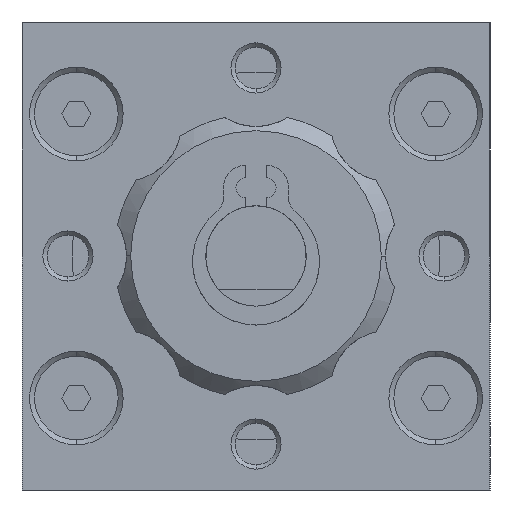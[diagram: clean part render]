
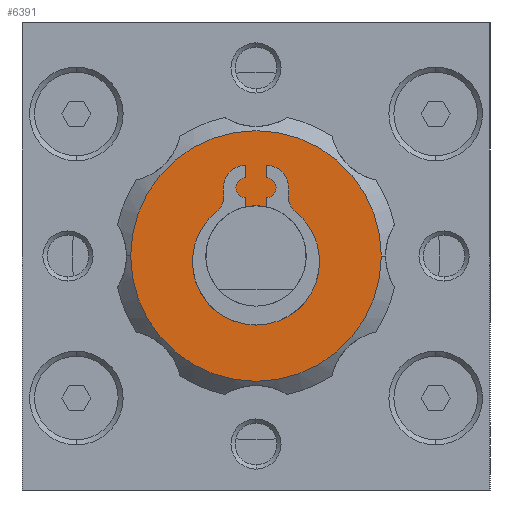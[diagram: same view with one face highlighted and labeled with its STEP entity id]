
A CAD part, left-side view. The second image highlights one B-rep face of the part: STEP entity #6391.
In plain terms, the highlighted planar face has unit normal (-1, 0, 0).
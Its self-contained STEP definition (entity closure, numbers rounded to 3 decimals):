
#5=CARTESIAN_POINT('',(-14.6,0.,0.));
#6=DIRECTION('',(1.,0.,0.));
#7=DIRECTION('',(0.,-1.,0.));
#8=AXIS2_PLACEMENT_3D('',#5,#6,#7);
#10=CARTESIAN_POINT('',(-14.6,0.,0.));
#11=DIRECTION('',(1.,0.,0.));
#12=DIRECTION('',(0.,1.,0.));
#13=AXIS2_PLACEMENT_3D('',#10,#11,#12);
#15=CARTESIAN_POINT('',(-14.6,0.,0.));
#16=DIRECTION('',(-1.,0.,0.));
#17=DIRECTION('',(0.,0.,1.));
#18=AXIS2_PLACEMENT_3D('',#15,#16,#17);
#20=CARTESIAN_POINT('',(-14.6,0.,0.));
#21=DIRECTION('',(-1.,0.,0.));
#22=DIRECTION('',(0.,0.,-1.));
#23=AXIS2_PLACEMENT_3D('',#20,#21,#22);
#25=CARTESIAN_POINT('',(-14.6,0.,-0.33));
#26=DIRECTION('',(-1.,0.,0.));
#27=DIRECTION('',(0.,0.634,0.773));
#28=AXIS2_PLACEMENT_3D('',#25,#26,#27);
#30=CARTESIAN_POINT('',(-14.6,0.,-0.33));
#31=DIRECTION('',(-1.,0.,0.));
#32=DIRECTION('',(0.,1.,0.));
#33=AXIS2_PLACEMENT_3D('',#30,#31,#32);
#35=CARTESIAN_POINT('',(-14.6,0.,-0.33));
#36=DIRECTION('',(-1.,0.,0.));
#37=DIRECTION('',(0.,-0.634,-0.773));
#38=AXIS2_PLACEMENT_3D('',#35,#36,#37);
#40=CARTESIAN_POINT('',(-14.6,0.,-0.33));
#41=DIRECTION('',(-1.,0.,0.));
#42=DIRECTION('',(0.,-1.,0.));
#43=AXIS2_PLACEMENT_3D('',#40,#41,#42);
#45=CARTESIAN_POINT('',(-14.6,-3.265,3.653));
#46=DIRECTION('',(1.,0.,0.));
#47=DIRECTION('',(0.,0.634,-0.773));
#48=AXIS2_PLACEMENT_3D('',#45,#46,#47);
#50=CARTESIAN_POINT('',(-14.6,-3.265,3.653));
#51=DIRECTION('',(1.,0.,0.));
#52=DIRECTION('',(0.,1.,0.));
#53=AXIS2_PLACEMENT_3D('',#50,#51,#52);
#55=CARTESIAN_POINT('',(-14.6,-0.6,4.085));
#56=DIRECTION('',(-1.,0.,0.));
#57=DIRECTION('',(0.,-0.987,-0.16));
#58=AXIS2_PLACEMENT_3D('',#55,#56,#57);
#60=CARTESIAN_POINT('',(-14.6,-0.6,4.085));
#61=DIRECTION('',(-1.,0.,0.));
#62=DIRECTION('',(0.,-1.,0.));
#63=AXIS2_PLACEMENT_3D('',#60,#61,#62);
#65=DIRECTION('',(0.,0.,-1.));
#66=VECTOR('',#65,0.75);
#67=CARTESIAN_POINT('',(-14.6,-0.6,5.435));
#68=LINE('',#67,#66);
#69=CARTESIAN_POINT('',(-14.6,-0.6,4.085));
#70=DIRECTION('',(1.,0.,0.));
#71=DIRECTION('',(0.,0.,1.));
#72=AXIS2_PLACEMENT_3D('',#69,#70,#71);
#74=CARTESIAN_POINT('',(-14.6,-0.6,4.085));
#75=DIRECTION('',(1.,0.,0.));
#76=DIRECTION('',(0.,-1.,0.));
#77=AXIS2_PLACEMENT_3D('',#74,#75,#76);
#79=CARTESIAN_POINT('',(-14.6,0.,0.));
#80=DIRECTION('',(1.,0.,0.));
#81=DIRECTION('',(0.,-0.214,0.977));
#82=AXIS2_PLACEMENT_3D('',#79,#80,#81);
#84=CARTESIAN_POINT('',(-14.6,0.,0.));
#85=DIRECTION('',(1.,0.,0.));
#86=DIRECTION('',(0.,-1.,0.));
#87=AXIS2_PLACEMENT_3D('',#84,#85,#86);
#89=CARTESIAN_POINT('',(-14.6,0.,0.));
#90=DIRECTION('',(1.,0.,0.));
#91=DIRECTION('',(0.,1.,0.));
#92=AXIS2_PLACEMENT_3D('',#89,#90,#91);
#94=CARTESIAN_POINT('',(-14.6,0.6,4.085));
#95=DIRECTION('',(1.,0.,0.));
#96=DIRECTION('',(0.,0.,-1.));
#97=AXIS2_PLACEMENT_3D('',#94,#95,#96);
#99=CARTESIAN_POINT('',(-14.6,0.6,4.085));
#100=DIRECTION('',(1.,0.,0.));
#101=DIRECTION('',(0.,1.,0.));
#102=AXIS2_PLACEMENT_3D('',#99,#100,#101);
#104=DIRECTION('',(0.,0.,1.));
#105=VECTOR('',#104,0.75);
#106=CARTESIAN_POINT('',(-14.6,0.6,4.685));
#107=LINE('',#106,#105);
#108=CARTESIAN_POINT('',(-14.6,0.6,4.085));
#109=DIRECTION('',(-1.,0.,0.));
#110=DIRECTION('',(0.,0.,1.));
#111=AXIS2_PLACEMENT_3D('',#108,#109,#110);
#113=CARTESIAN_POINT('',(-14.6,0.6,4.085));
#114=DIRECTION('',(-1.,0.,0.));
#115=DIRECTION('',(0.,1.,0.));
#116=AXIS2_PLACEMENT_3D('',#113,#114,#115);
#118=CARTESIAN_POINT('',(-14.6,3.265,3.653));
#119=DIRECTION('',(1.,0.,0.));
#120=DIRECTION('',(0.,-0.987,0.16));
#121=AXIS2_PLACEMENT_3D('',#118,#119,#120);
#123=CARTESIAN_POINT('',(-14.6,3.265,3.653));
#124=DIRECTION('',(1.,0.,0.));
#125=DIRECTION('',(0.,-1.,0.));
#126=AXIS2_PLACEMENT_3D('',#123,#124,#125);
#4706=DIRECTION('',(0.,0.,1.));
#4707=VECTOR('',#4706,0.75);
#4708=CARTESIAN_POINT('',(-14.6,-0.6,2.735));
#4709=LINE('',#4708,#4707);
#4750=DIRECTION('',(0.,0.,-1.));
#4751=VECTOR('',#4750,0.75);
#4752=CARTESIAN_POINT('',(-14.6,0.6,3.485));
#4753=LINE('',#4752,#4751);
#4908=CARTESIAN_POINT('',(-14.6,0.,2.575));
#4909=CARTESIAN_POINT('',(-14.6,0.,-2.575));
#4910=VERTEX_POINT('',#4908);
#4911=VERTEX_POINT('',#4909);
#4916=CARTESIAN_POINT('',(-14.6,-7.5,0.));
#4917=CARTESIAN_POINT('',(-14.6,7.5,0.));
#4918=VERTEX_POINT('',#4916);
#4919=VERTEX_POINT('',#4917);
#4920=CARTESIAN_POINT('',(-14.6,2.409,2.609));
#4921=CARTESIAN_POINT('',(-14.6,3.8,-0.33));
#4922=VERTEX_POINT('',#4920);
#4923=VERTEX_POINT('',#4921);
#4924=CARTESIAN_POINT('',(-14.6,-2.409,-3.269));
#4925=VERTEX_POINT('',#4924);
#4926=CARTESIAN_POINT('',(-14.6,-3.8,-0.33));
#4927=VERTEX_POINT('',#4926);
#4928=CARTESIAN_POINT('',(-14.6,-2.409,2.609));
#4929=VERTEX_POINT('',#4928);
#4930=CARTESIAN_POINT('',(-14.6,-1.915,3.653));
#4931=VERTEX_POINT('',#4930);
#4932=CARTESIAN_POINT('',(-14.6,-1.933,3.869));
#4933=VERTEX_POINT('',#4932);
#4934=CARTESIAN_POINT('',(-14.6,-1.95,4.085));
#4935=CARTESIAN_POINT('',(-14.6,-0.6,5.435));
#4936=VERTEX_POINT('',#4934);
#4937=VERTEX_POINT('',#4935);
#4938=CARTESIAN_POINT('',(-14.6,-0.6,4.685));
#4939=VERTEX_POINT('',#4938);
#4940=CARTESIAN_POINT('',(-14.6,-1.2,4.085));
#4941=VERTEX_POINT('',#4940);
#4942=CARTESIAN_POINT('',(-14.6,-0.6,3.485));
#4943=VERTEX_POINT('',#4942);
#4944=CARTESIAN_POINT('',(-14.6,-0.6,2.735));
#4945=VERTEX_POINT('',#4944);
#4946=CARTESIAN_POINT('',(-14.6,2.8,0.));
#4947=CARTESIAN_POINT('',(-14.6,0.6,2.735));
#4948=VERTEX_POINT('',#4946);
#4949=VERTEX_POINT('',#4947);
#4950=CARTESIAN_POINT('',(-14.6,-2.8,0.));
#4951=VERTEX_POINT('',#4950);
#4952=CARTESIAN_POINT('',(-14.6,0.6,3.485));
#4953=VERTEX_POINT('',#4952);
#4954=CARTESIAN_POINT('',(-14.6,1.2,4.085));
#4955=VERTEX_POINT('',#4954);
#4956=CARTESIAN_POINT('',(-14.6,0.6,4.685));
#4957=VERTEX_POINT('',#4956);
#4958=CARTESIAN_POINT('',(-14.6,0.6,5.435));
#4959=VERTEX_POINT('',#4958);
#4960=CARTESIAN_POINT('',(-14.6,1.95,4.085));
#4961=CARTESIAN_POINT('',(-14.6,1.933,3.869));
#4962=VERTEX_POINT('',#4960);
#4963=VERTEX_POINT('',#4961);
#4964=CARTESIAN_POINT('',(-14.6,1.915,3.653));
#4965=VERTEX_POINT('',#4964);
#6327=CARTESIAN_POINT('',(-14.6,6.35,0.));
#6328=DIRECTION('',(-1.,0.,0.));
#6329=DIRECTION('',(0.,-1.,0.));
#6330=AXIS2_PLACEMENT_3D('',#6327,#6328,#6329);
#6331=PLANE('',#6330);
#6333=ORIENTED_EDGE('',*,*,#6332,.T.);
#6335=ORIENTED_EDGE('',*,*,#6334,.T.);
#6336=EDGE_LOOP('',(#6333,#6335));
#6337=FACE_OUTER_BOUND('',#6336,.F.);
#6338=ORIENTED_EDGE('',*,*,#6316,.T.);
#6340=ORIENTED_EDGE('',*,*,#6339,.T.);
#6341=EDGE_LOOP('',(#6338,#6340));
#6342=FACE_BOUND('',#6341,.F.);
#6344=ORIENTED_EDGE('',*,*,#6343,.T.);
#6346=ORIENTED_EDGE('',*,*,#6345,.T.);
#6348=ORIENTED_EDGE('',*,*,#6347,.T.);
#6350=ORIENTED_EDGE('',*,*,#6349,.T.);
#6352=ORIENTED_EDGE('',*,*,#6351,.T.);
#6354=ORIENTED_EDGE('',*,*,#6353,.T.);
#6356=ORIENTED_EDGE('',*,*,#6355,.T.);
#6358=ORIENTED_EDGE('',*,*,#6357,.T.);
#6360=ORIENTED_EDGE('',*,*,#6359,.T.);
#6362=ORIENTED_EDGE('',*,*,#6361,.T.);
#6364=ORIENTED_EDGE('',*,*,#6363,.T.);
#6366=ORIENTED_EDGE('',*,*,#6365,.F.);
#6368=ORIENTED_EDGE('',*,*,#6367,.T.);
#6370=ORIENTED_EDGE('',*,*,#6369,.T.);
#6372=ORIENTED_EDGE('',*,*,#6371,.T.);
#6374=ORIENTED_EDGE('',*,*,#6373,.F.);
#6376=ORIENTED_EDGE('',*,*,#6375,.T.);
#6378=ORIENTED_EDGE('',*,*,#6377,.T.);
#6380=ORIENTED_EDGE('',*,*,#6379,.T.);
#6382=ORIENTED_EDGE('',*,*,#6381,.T.);
#6384=ORIENTED_EDGE('',*,*,#6383,.T.);
#6386=ORIENTED_EDGE('',*,*,#6385,.T.);
#6388=ORIENTED_EDGE('',*,*,#6387,.T.);
#6389=EDGE_LOOP('',(#6344,#6346,#6348,#6350,#6352,#6354,#6356,#6358,#6360,#6362,
#6364,#6366,#6368,#6370,#6372,#6374,#6376,#6378,#6380,#6382,#6384,#6386,#6388));
#6390=FACE_BOUND('',#6389,.F.);
#6391=ADVANCED_FACE('',(#6337,#6342,#6390),#6331,.T.);
#9=CIRCLE('',#8,7.5);
#14=CIRCLE('',#13,7.5);
#19=CIRCLE('',#18,2.575);
#24=CIRCLE('',#23,2.575);
#29=CIRCLE('',#28,3.8);
#34=CIRCLE('',#33,3.8);
#39=CIRCLE('',#38,3.8);
#44=CIRCLE('',#43,3.8);
#49=CIRCLE('',#48,1.35);
#54=CIRCLE('',#53,1.35);
#59=CIRCLE('',#58,1.35);
#64=CIRCLE('',#63,1.35);
#73=CIRCLE('',#72,0.6);
#78=CIRCLE('',#77,0.6);
#83=CIRCLE('',#82,2.8);
#88=CIRCLE('',#87,2.8);
#93=CIRCLE('',#92,2.8);
#98=CIRCLE('',#97,0.6);
#103=CIRCLE('',#102,0.6);
#112=CIRCLE('',#111,1.35);
#117=CIRCLE('',#116,1.35);
#122=CIRCLE('',#121,1.35);
#127=CIRCLE('',#126,1.35);
#6316=EDGE_CURVE('',#4910,#4911,#19,.T.);
#6332=EDGE_CURVE('',#4918,#4919,#9,.T.);
#6334=EDGE_CURVE('',#4919,#4918,#14,.T.);
#6339=EDGE_CURVE('',#4911,#4910,#24,.T.);
#6343=EDGE_CURVE('',#4922,#4923,#29,.T.);
#6345=EDGE_CURVE('',#4923,#4925,#34,.T.);
#6347=EDGE_CURVE('',#4925,#4927,#39,.T.);
#6349=EDGE_CURVE('',#4927,#4929,#44,.T.);
#6351=EDGE_CURVE('',#4929,#4931,#49,.T.);
#6353=EDGE_CURVE('',#4931,#4933,#54,.T.);
#6355=EDGE_CURVE('',#4933,#4936,#59,.T.);
#6357=EDGE_CURVE('',#4936,#4937,#64,.T.);
#6359=EDGE_CURVE('',#4937,#4939,#68,.T.);
#6361=EDGE_CURVE('',#4939,#4941,#73,.T.);
#6363=EDGE_CURVE('',#4941,#4943,#78,.T.);
#6365=EDGE_CURVE('',#4945,#4943,#4709,.T.);
#6367=EDGE_CURVE('',#4945,#4951,#83,.T.);
#6369=EDGE_CURVE('',#4951,#4948,#88,.T.);
#6371=EDGE_CURVE('',#4948,#4949,#93,.T.);
#6373=EDGE_CURVE('',#4953,#4949,#4753,.T.);
#6375=EDGE_CURVE('',#4953,#4955,#98,.T.);
#6377=EDGE_CURVE('',#4955,#4957,#103,.T.);
#6379=EDGE_CURVE('',#4957,#4959,#107,.T.);
#6381=EDGE_CURVE('',#4959,#4962,#112,.T.);
#6383=EDGE_CURVE('',#4962,#4963,#117,.T.);
#6385=EDGE_CURVE('',#4963,#4965,#122,.T.);
#6387=EDGE_CURVE('',#4965,#4922,#127,.T.);
